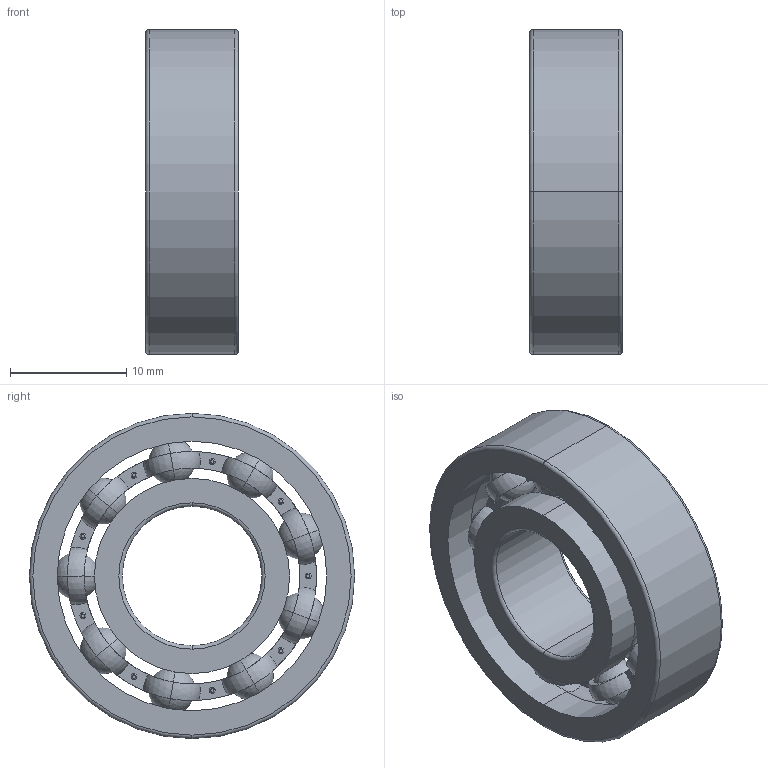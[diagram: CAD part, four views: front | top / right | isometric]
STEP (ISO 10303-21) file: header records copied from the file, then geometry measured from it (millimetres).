
FILE_DESCRIPTION (( 'STEP AP214' ), '1' );
FILE_NAME ('D6001-604-266C HQW.STEP', '2025-02-27T05:48:20', ( '' ), ( '' ), 'SwSTEP 2.0', 'SolidWorks 2022', '' );
FILE_SCHEMA (( 'AUTOMOTIVE_DESIGN' ));
Length unit declared in the file: millimetre
Products named in the file (1): D6001-604-266C HQW
Bounding box: 8 x 28 x 28 mm (x, y, z)
Volume: 2746.7 mm3; surface area: 3728.6 mm2
Topology: 22 solids, 22 shells, 272 faces, 777 edges, 491 vertices
Faces by surface type: sphere 90, cylinder 74, plane 58, torus 50
Entity records: 10983 total; most frequent: CARTESIAN_POINT 3289, DIRECTION 1472, ORIENTED_EDGE 1320, AXIS2_PLACEMENT_3D 699, EDGE_CURVE 660, VERTEX_POINT 428, CIRCLE 426, EDGE_LOOP 312
